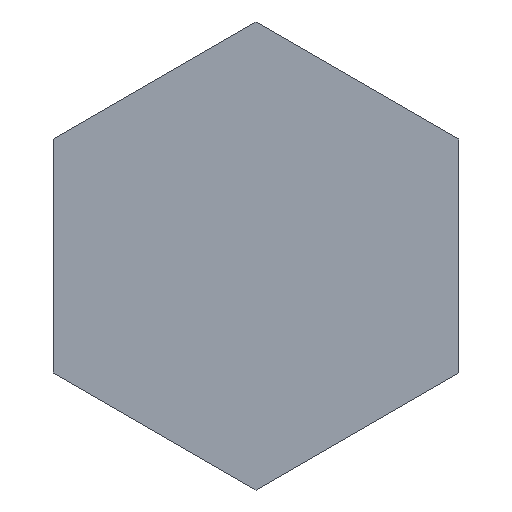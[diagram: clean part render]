
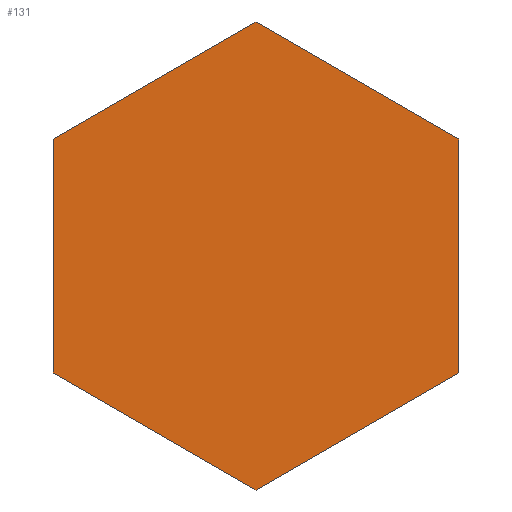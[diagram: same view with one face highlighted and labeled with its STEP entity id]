
A CAD part, front view. The second image highlights one B-rep face of the part: STEP entity #131.
In plain terms, the highlighted planar face has unit normal (0, -1, 0).
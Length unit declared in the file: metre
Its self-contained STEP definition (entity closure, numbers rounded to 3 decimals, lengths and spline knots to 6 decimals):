
#13 = EDGE_CURVE ( 'NONE', #163, #46, #173, .T. ) ;
#14 = AXIS2_PLACEMENT_3D ( 'NONE', #67, #124, #175 ) ;
#15 = CARTESIAN_POINT ( 'NONE',  ( 0., -0.25, 0.000122 ) ) ;
#30 = EDGE_LOOP ( 'NONE', ( #99, #55 ) ) ;
#46 = VERTEX_POINT ( 'NONE', #15 ) ;
#48 = FACE_OUTER_BOUND ( 'NONE', #30, .T. ) ;
#52 = EDGE_CURVE ( 'NONE', #46, #163, #145, .T. ) ;
#55 = ORIENTED_EDGE ( 'NONE', *, *, #52, .F. ) ;
#57 = CARTESIAN_POINT ( 'NONE',  ( 0., -0.25, 0. ) ) ;
#67 = CARTESIAN_POINT ( 'NONE',  ( 0., -0.25, 0. ) ) ;
#70 = AXIS2_PLACEMENT_3D ( 'NONE', #138, #102, #117 ) ;
#99 = ORIENTED_EDGE ( 'NONE', *, *, #13, .F. ) ;
#102 = DIRECTION ( 'NONE',  ( 0., 1., 0. ) ) ;
#112 = DIRECTION ( 'NONE',  ( 0., 1., 0. ) ) ;
#117 = DIRECTION ( 'NONE',  ( 0., 0., 1. ) ) ;
#121 = AXIS2_PLACEMENT_3D ( 'NONE', #57, #112, #135 ) ;
#124 = DIRECTION ( 'NONE',  ( 0., 1., 0. ) ) ;
#131 = ADVANCED_FACE ( 'NONE', ( #48 ), #153, .F. ) ;
#135 = DIRECTION ( 'NONE',  ( 0., 0., 1. ) ) ;
#138 = CARTESIAN_POINT ( 'NONE',  ( 0., -0.25, 0. ) ) ;
#140 = CARTESIAN_POINT ( 'NONE',  ( 0., -0.25, -0.000122 ) ) ;
#145 = CIRCLE ( 'NONE', #14, 0.000122 ) ;
#153 = PLANE ( 'NONE',  #70 ) ;
#163 = VERTEX_POINT ( 'NONE', #140 ) ;
#173 = CIRCLE ( 'NONE', #121, 0.000122 ) ;
#175 = DIRECTION ( 'NONE',  ( 0., 0., 1. ) ) ;
